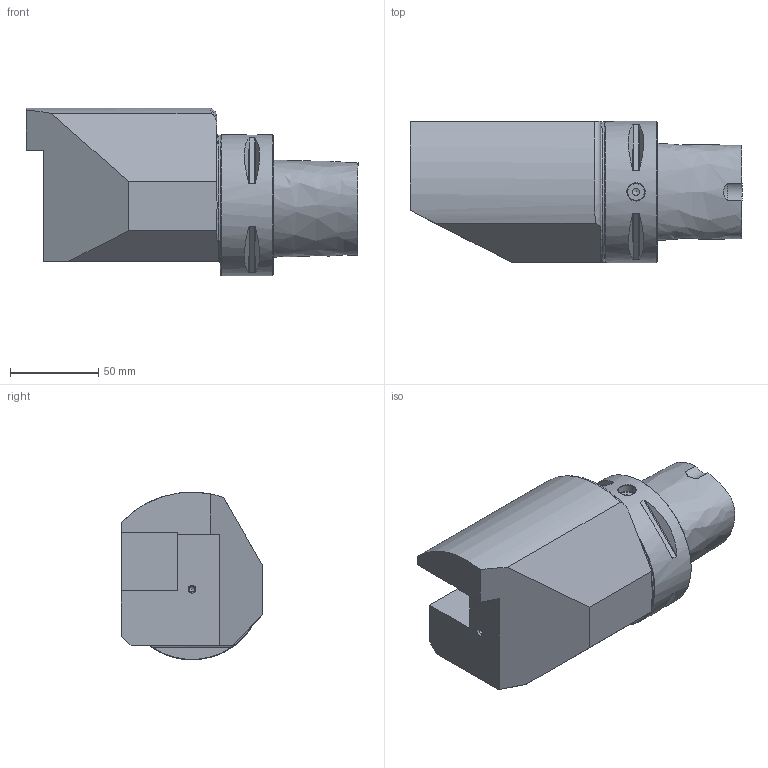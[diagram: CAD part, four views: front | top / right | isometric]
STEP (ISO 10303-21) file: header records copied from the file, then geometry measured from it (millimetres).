
FILE_DESCRIPTION(/* description */ (''),/* implementation_level */ '2;1');
FILE_NAME(/* name */ 'AC8-ASHR-32-1.stp',/* time_stamp */ '2024-12-19T10:34:42+03:00',/* author */ (''),/* organization */ (''),/* preprocessor_version */ 'ST-DEVELOPER v19.4',/* originating_system */ 'SIEMENS PLM Software NX2306.9102',/* authorisation */ '');
FILE_SCHEMA (('AUTOMOTIVE_DESIGN { 1 0 10303 214 3 1 1 1 }'));
Length unit declared in the file: millimetre
Products named in the file (1): AC8-ASHR-32-1-Light Step-Dxf_objects
Bounding box: 188 x 80 x 94.98 mm (x, y, z)
Volume: 745268.8 mm3; surface area: 63276.4 mm2
Topology: 1 solids, 1 shells, 68 faces, 173 edges, 113 vertices
Faces by surface type: plane 38, cylinder 19, cone 6, torus 3, bspline 2
Full cylindrical faces by diameter (mm): 3.15 x1, 4 x1, 10 x1, 80 x1
Entity records: 3188 total; most frequent: CARTESIAN_POINT 1648, ORIENTED_EDGE 302, DIRECTION 288, EDGE_CURVE 151, VERTEX_POINT 106, AXIS2_PLACEMENT_3D 103, EDGE_LOOP 87, LINE 82
